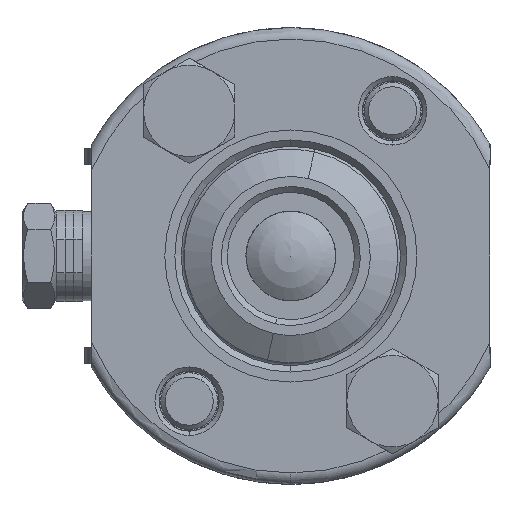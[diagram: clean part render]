
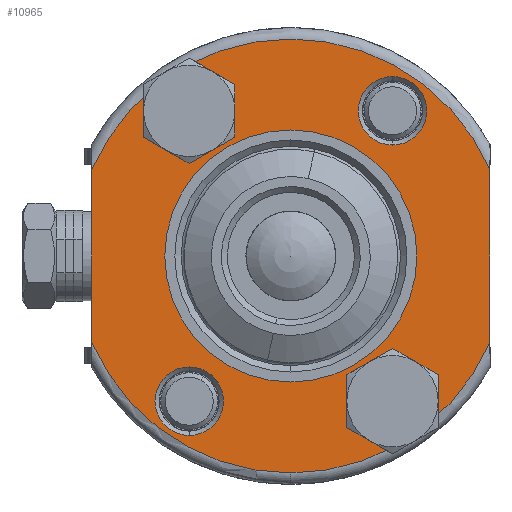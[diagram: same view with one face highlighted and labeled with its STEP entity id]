
A CAD part, left-side view. The second image highlights one B-rep face of the part: STEP entity #10965.
In plain terms, the highlighted planar face has unit normal (-1, 0, 0).
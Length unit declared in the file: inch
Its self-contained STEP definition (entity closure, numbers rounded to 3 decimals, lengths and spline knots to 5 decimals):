
#196 = EDGE_CURVE ( 'NONE', #60155, #59846, #32339, .T. ) ;
#898 = CARTESIAN_POINT ( 'NONE',  ( -1.27, -1.09, 1.36643 ) ) ;
#1740 = CARTESIAN_POINT ( 'NONE',  ( -1.27, -0.55637, -0.60708 ) ) ;
#3035 = CARTESIAN_POINT ( 'NONE',  ( -1.27, -0.55637, -0.98208 ) ) ;
#3037 = DIRECTION ( 'NONE',  ( 0., 0., -1. ) ) ;
#3226 = DIRECTION ( 'NONE',  ( -1., 0., 0. ) ) ;
#4049 = VERTEX_POINT ( 'NONE', #63998 ) ;
#5043 = DIRECTION ( 'NONE',  ( 1., 0., 0. ) ) ;
#5294 = CARTESIAN_POINT ( 'NONE',  ( -1.27, 0., 0. ) ) ;
#5416 = DIRECTION ( 'NONE',  ( 0., 0., -1. ) ) ;
#5936 = VERTEX_POINT ( 'NONE', #34726 ) ;
#5968 = VERTEX_POINT ( 'NONE', #9566 ) ;
#6299 = AXIS2_PLACEMENT_3D ( 'NONE', #31001, #75030, #37360 ) ;
#7537 = VERTEX_POINT ( 'NONE', #29295 ) ;
#9128 = VERTEX_POINT ( 'NONE', #23075 ) ;
#9334 = CARTESIAN_POINT ( 'NONE',  ( -1.27, 0., 0.69 ) ) ;
#9566 = CARTESIAN_POINT ( 'NONE',  ( -1.27, 0.55637, 0.60708 ) ) ;
#9847 = FACE_BOUND ( 'NONE', #63429, .T. ) ;
#9865 = ORIENTED_EDGE ( 'NONE', *, *, #64373, .T. ) ;
#10965 = ADVANCED_FACE ( 'NONE', ( #24649, #74911, #9847, #43428, #72940, #56101 ), #80839, .F. ) ;
#11657 = DIRECTION ( 'NONE',  ( 1., 0., 0. ) ) ;
#11658 = VERTEX_POINT ( 'NONE', #80145 ) ;
#11754 = ORIENTED_EDGE ( 'NONE', *, *, #58171, .T. ) ;
#12708 = DIRECTION ( 'NONE',  ( -1., 0., 0. ) ) ;
#13185 = EDGE_CURVE ( 'NONE', #14415, #7537, #39350, .T. ) ;
#13371 = DIRECTION ( 'NONE',  ( 1., 0., 0. ) ) ;
#14415 = VERTEX_POINT ( 'NONE', #9334 ) ;
#14565 = CARTESIAN_POINT ( 'NONE',  ( -1.27, 1.09, 1.36643 ) ) ;
#14601 = CARTESIAN_POINT ( 'NONE',  ( -1.27, 0., -1.1875 ) ) ;
#16073 = AXIS2_PLACEMENT_3D ( 'NONE', #80959, #43263, #5416 ) ;
#16612 = ORIENTED_EDGE ( 'NONE', *, *, #49861, .T. ) ;
#18450 = CIRCLE ( 'NONE', #33092, 0.1875 ) ;
#18675 = AXIS2_PLACEMENT_3D ( 'NONE', #42879, #5043, #49156 ) ;
#19077 = EDGE_CURVE ( 'NONE', #59846, #44065, #21572, .T. ) ;
#19421 = CIRCLE ( 'NONE', #69732, 0.69 ) ;
#19830 = EDGE_LOOP ( 'NONE', ( #11754, #77405 ) ) ;
#20656 = DIRECTION ( 'NONE',  ( 0., 0., -1. ) ) ;
#21174 = EDGE_CURVE ( 'NONE', #11658, #60155, #71676, .T. ) ;
#21421 = VECTOR ( 'NONE', #20656, 39.37008 ) ;
#21572 = CIRCLE ( 'NONE', #52834, 1.1875 ) ;
#21727 = EDGE_CURVE ( 'NONE', #68518, #68405, #69091, .T. ) ;
#22362 = AXIS2_PLACEMENT_3D ( 'NONE', #33438, #77454, #39796 ) ;
#22725 = AXIS2_PLACEMENT_3D ( 'NONE', #51134, #13371, #57384 ) ;
#23009 = DIRECTION ( 'NONE',  ( 1., 0., 0. ) ) ;
#23075 = CARTESIAN_POINT ( 'NONE',  ( -1.27, 0.55637, -0.98208 ) ) ;
#24525 = VERTEX_POINT ( 'NONE', #42804 ) ;
#24649 = FACE_BOUND ( 'NONE', #72884, .T. ) ;
#24730 = CARTESIAN_POINT ( 'NONE',  ( -1.27, -0.55637, -0.79458 ) ) ;
#25156 = ORIENTED_EDGE ( 'NONE', *, *, #39916, .T. ) ;
#28464 = CARTESIAN_POINT ( 'NONE',  ( -1.27, 0., 0. ) ) ;
#29295 = CARTESIAN_POINT ( 'NONE',  ( -1.27, 0., -0.69 ) ) ;
#29867 = CIRCLE ( 'NONE', #16073, 0.1875 ) ;
#29913 = ORIENTED_EDGE ( 'NONE', *, *, #196, .T. ) ;
#30358 = EDGE_LOOP ( 'NONE', ( #9865, #25156 ) ) ;
#30734 = CARTESIAN_POINT ( 'NONE',  ( -1.27, -0.55637, 0.79458 ) ) ;
#31001 = CARTESIAN_POINT ( 'NONE',  ( -1.27, 0., 0. ) ) ;
#31095 = DIRECTION ( 'NONE',  ( 0., 0., -1. ) ) ;
#31142 = EDGE_CURVE ( 'NONE', #4049, #11658, #75623, .T. ) ;
#31362 = ORIENTED_EDGE ( 'NONE', *, *, #68366, .T. ) ;
#32339 = CIRCLE ( 'NONE', #43453, 1.1875 ) ;
#32416 = ORIENTED_EDGE ( 'NONE', *, *, #31142, .T. ) ;
#33092 = AXIS2_PLACEMENT_3D ( 'NONE', #34548, #78575, #40901 ) ;
#33438 = CARTESIAN_POINT ( 'NONE',  ( -1.27, -0.55637, -0.79458 ) ) ;
#33965 = CIRCLE ( 'NONE', #37596, 0.1875 ) ;
#34548 = CARTESIAN_POINT ( 'NONE',  ( -1.27, 0.55637, 0.79458 ) ) ;
#34726 = CARTESIAN_POINT ( 'NONE',  ( -1.27, 0.55637, -0.60708 ) ) ;
#34826 = DIRECTION ( 'NONE',  ( 0., 0., 1. ) ) ;
#35403 = CARTESIAN_POINT ( 'NONE',  ( -1.27, -0.55637, 0.60708 ) ) ;
#37085 = DIRECTION ( 'NONE',  ( 0., 0., -1. ) ) ;
#37360 = DIRECTION ( 'NONE',  ( 0., 0., -1. ) ) ;
#37596 = AXIS2_PLACEMENT_3D ( 'NONE', #60666, #23009, #67026 ) ;
#38665 = VECTOR ( 'NONE', #42571, 39.37008 ) ;
#39350 = CIRCLE ( 'NONE', #54775, 0.69 ) ;
#39484 = ORIENTED_EDGE ( 'NONE', *, *, #52352, .F. ) ;
#39796 = DIRECTION ( 'NONE',  ( 0., 0., -1. ) ) ;
#39916 = EDGE_CURVE ( 'NONE', #9128, #5936, #29867, .T. ) ;
#40901 = DIRECTION ( 'NONE',  ( 0., 0., -1. ) ) ;
#40903 = DIRECTION ( 'NONE',  ( -1., 0., 0. ) ) ;
#41080 = EDGE_CURVE ( 'NONE', #44065, #4049, #72103, .T. ) ;
#41106 = CARTESIAN_POINT ( 'NONE',  ( -1.27, 0., 0. ) ) ;
#42162 = VERTEX_POINT ( 'NONE', #35403 ) ;
#42571 = DIRECTION ( 'NONE',  ( 0., 0., 1. ) ) ;
#42664 = ORIENTED_EDGE ( 'NONE', *, *, #19077, .T. ) ;
#42756 = CARTESIAN_POINT ( 'NONE',  ( -1.27, 1.09, -0.47123 ) ) ;
#42804 = CARTESIAN_POINT ( 'NONE',  ( -1.27, 0.55637, 0.98208 ) ) ;
#42879 = CARTESIAN_POINT ( 'NONE',  ( -1.27, 0.55637, -0.79458 ) ) ;
#43263 = DIRECTION ( 'NONE',  ( 1., 0., 0. ) ) ;
#43428 = FACE_BOUND ( 'NONE', #30358, .T. ) ;
#43453 = AXIS2_PLACEMENT_3D ( 'NONE', #50481, #12708, #56728 ) ;
#44065 = VERTEX_POINT ( 'NONE', #55544 ) ;
#47383 = DIRECTION ( 'NONE',  ( 0., 0., 1. ) ) ;
#49156 = DIRECTION ( 'NONE',  ( 0., 0., -1. ) ) ;
#49726 = EDGE_CURVE ( 'NONE', #68405, #68518, #66885, .T. ) ;
#49861 = EDGE_CURVE ( 'NONE', #24525, #5968, #79748, .T. ) ;
#50001 = AXIS2_PLACEMENT_3D ( 'NONE', #5294, #11657, #55687 ) ;
#50481 = CARTESIAN_POINT ( 'NONE',  ( -1.27, 0., 0. ) ) ;
#51134 = CARTESIAN_POINT ( 'NONE',  ( -1.27, 0.55637, 0.79458 ) ) ;
#51182 = EDGE_LOOP ( 'NONE', ( #29913, #42664, #78972, #32416, #63736 ) ) ;
#52352 = EDGE_CURVE ( 'NONE', #7537, #14415, #19421, .T. ) ;
#52834 = AXIS2_PLACEMENT_3D ( 'NONE', #78577, #40903, #3037 ) ;
#54775 = AXIS2_PLACEMENT_3D ( 'NONE', #28464, #72489, #34826 ) ;
#55544 = CARTESIAN_POINT ( 'NONE',  ( -1.27, -1.09, -0.47123 ) ) ;
#55687 = DIRECTION ( 'NONE',  ( 0., 0., -1. ) ) ;
#56101 = FACE_OUTER_BOUND ( 'NONE', #51182, .T. ) ;
#56728 = DIRECTION ( 'NONE',  ( 0., 0., -1. ) ) ;
#57384 = DIRECTION ( 'NONE',  ( 0., 0., -1. ) ) ;
#57454 = CIRCLE ( 'NONE', #75509, 0.1875 ) ;
#58171 = EDGE_CURVE ( 'NONE', #68756, #42162, #33965, .T. ) ;
#58429 = EDGE_CURVE ( 'NONE', #42162, #68756, #57454, .T. ) ;
#59846 = VERTEX_POINT ( 'NONE', #14601 ) ;
#60155 = VERTEX_POINT ( 'NONE', #42756 ) ;
#60666 = CARTESIAN_POINT ( 'NONE',  ( -1.27, -0.55637, 0.79458 ) ) ;
#63429 = EDGE_LOOP ( 'NONE', ( #70311, #78551 ) ) ;
#63736 = ORIENTED_EDGE ( 'NONE', *, *, #21174, .T. ) ;
#63998 = CARTESIAN_POINT ( 'NONE',  ( -1.27, -1.09, 0.47123 ) ) ;
#64373 = EDGE_CURVE ( 'NONE', #5936, #9128, #73949, .T. ) ;
#66163 = CARTESIAN_POINT ( 'NONE',  ( -1.27, -0.55637, 0.98208 ) ) ;
#66885 = CIRCLE ( 'NONE', #74966, 0.1875 ) ;
#67026 = DIRECTION ( 'NONE',  ( 0., 0., -1. ) ) ;
#68366 = EDGE_CURVE ( 'NONE', #5968, #24525, #18450, .T. ) ;
#68405 = VERTEX_POINT ( 'NONE', #3035 ) ;
#68518 = VERTEX_POINT ( 'NONE', #1740 ) ;
#68756 = VERTEX_POINT ( 'NONE', #66163 ) ;
#68758 = DIRECTION ( 'NONE',  ( 1., 0., 0. ) ) ;
#69091 = CIRCLE ( 'NONE', #22362, 0.1875 ) ;
#69732 = AXIS2_PLACEMENT_3D ( 'NONE', #41106, #3226, #47383 ) ;
#70311 = ORIENTED_EDGE ( 'NONE', *, *, #21727, .T. ) ;
#71676 = LINE ( 'NONE', #14565, #21421 ) ;
#72103 = LINE ( 'NONE', #898, #38665 ) ;
#72489 = DIRECTION ( 'NONE',  ( -1., 0., 0. ) ) ;
#72884 = EDGE_LOOP ( 'NONE', ( #16612, #31362 ) ) ;
#72940 = FACE_BOUND ( 'NONE', #73489, .T. ) ;
#73489 = EDGE_LOOP ( 'NONE', ( #80951, #39484 ) ) ;
#73949 = CIRCLE ( 'NONE', #18675, 0.1875 ) ;
#74755 = DIRECTION ( 'NONE',  ( 1., 0., 0. ) ) ;
#74911 = FACE_BOUND ( 'NONE', #19830, .T. ) ;
#74966 = AXIS2_PLACEMENT_3D ( 'NONE', #24730, #68758, #31095 ) ;
#75030 = DIRECTION ( 'NONE',  ( -1., 0., 0. ) ) ;
#75509 = AXIS2_PLACEMENT_3D ( 'NONE', #30734, #74755, #37085 ) ;
#75623 = CIRCLE ( 'NONE', #6299, 1.1875 ) ;
#77405 = ORIENTED_EDGE ( 'NONE', *, *, #58429, .T. ) ;
#77454 = DIRECTION ( 'NONE',  ( 1., 0., 0. ) ) ;
#78551 = ORIENTED_EDGE ( 'NONE', *, *, #49726, .T. ) ;
#78575 = DIRECTION ( 'NONE',  ( 1., 0., 0. ) ) ;
#78577 = CARTESIAN_POINT ( 'NONE',  ( -1.27, 0., 0. ) ) ;
#78972 = ORIENTED_EDGE ( 'NONE', *, *, #41080, .T. ) ;
#79748 = CIRCLE ( 'NONE', #22725, 0.1875 ) ;
#80145 = CARTESIAN_POINT ( 'NONE',  ( -1.27, 1.09, 0.47123 ) ) ;
#80839 = PLANE ( 'NONE',  #50001 ) ;
#80951 = ORIENTED_EDGE ( 'NONE', *, *, #13185, .F. ) ;
#80959 = CARTESIAN_POINT ( 'NONE',  ( -1.27, 0.55637, -0.79458 ) ) ;
